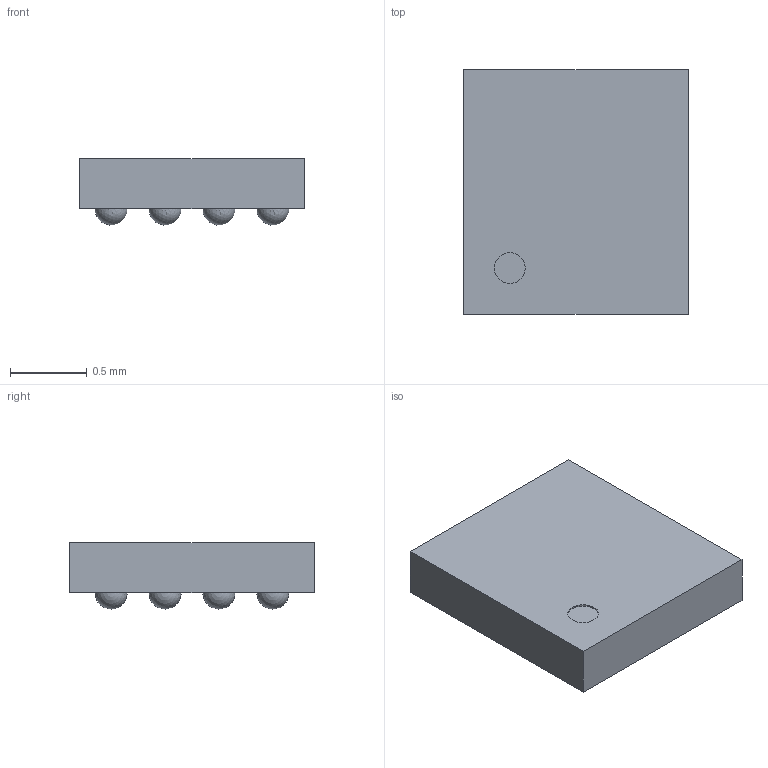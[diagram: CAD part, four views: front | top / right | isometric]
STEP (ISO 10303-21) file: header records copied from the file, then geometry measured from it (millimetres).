
FILE_DESCRIPTION(/* description */ ('STEP AP242','CAx-IF Rec.Pracs.---Representation and Presentation of Product Manufacturing Information (PMI)---4.0---2014-10-13','CAx-IF Rec.Pracs.---3D Tessellated Geometry---0.4---2014-09-14','2;1'),/* implementation_level */ '2;1');
FILE_NAME(/* name */ '63dfaa889ea27f3c5fd58db9',/* time_stamp */ '2023-02-05T13:09:29+00:00',/* author */ (''),/* organization */ (''),/* preprocessor_version */ 'ST-DEVELOPER v18.102',/* originating_system */ ' ',/* authorisation */ ' ');
FILE_SCHEMA (('AP242_MANAGED_MODEL_BASED_3D_ENGINEERING_MIM_LF { 1 0 10303 442 1 1 4 }'));
Length unit declared in the file: metre
Products named in the file (1): Part 1
Bounding box: 1.46 x 1.59 x 0.43 mm (x, y, z)
Volume: 0.8 mm3; surface area: 7.2 mm2
Topology: 1 solids, 1 shells, 24 faces, 79 edges, 42 vertices
Faces by surface type: sphere 16, plane 7, cylinder 1
Full cylindrical faces by diameter (mm): 0.2 x1
Entity records: 581 total; most frequent: DIRECTION 98, CARTESIAN_POINT 81, ORIENTED_EDGE 60, AXIS2_PLACEMENT_3D 43, EDGE_LOOP 42, FACE_BOUND 42, EDGE_CURVE 30, VERTEX_POINT 26
